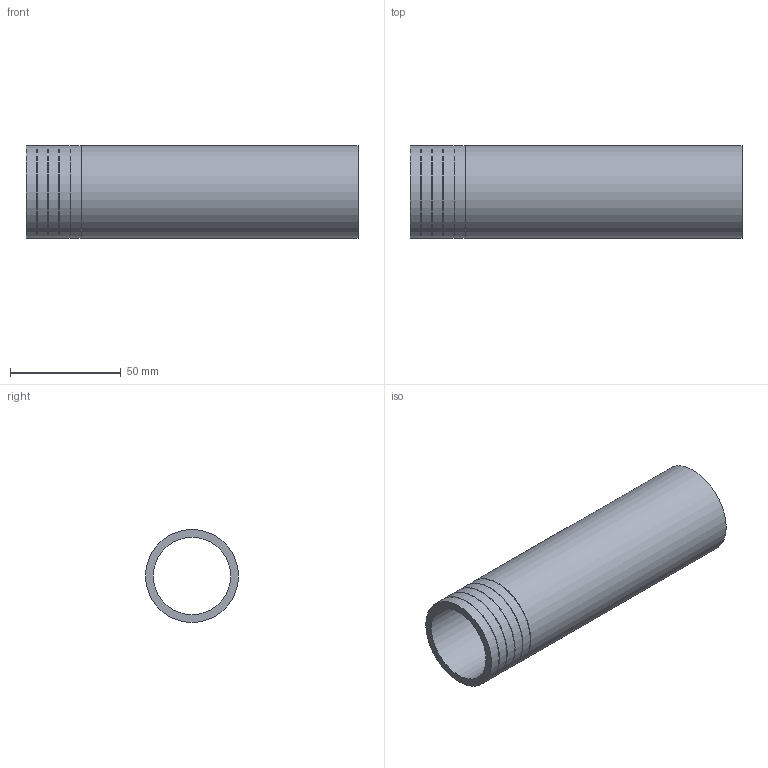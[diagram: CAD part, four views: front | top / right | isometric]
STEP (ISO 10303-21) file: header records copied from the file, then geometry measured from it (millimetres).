
FILE_DESCRIPTION( ( 'STEP AP203' ), '1' );
FILE_NAME( 'AIRflex-GRS-FOOD 0220.904.038.stp', '2020-03-06T12:58:31', ( '' ), ( '' ), ' ', 'PARTsolutions', ' ' );
FILE_SCHEMA( ( 'CONFIG_CONTROL_DESIGN' ) );
Length unit declared in the file: millimetre
Products named in the file (1): _AIRflex-GRS-FOOD 0220.904.038
Bounding box: 150 x 42 x 42 mm (x, y, z)
Volume: 63489.1 mm3; surface area: 37206.7 mm2
Topology: 1 solids, 1 shells, 14 faces, 26 edges, 14 vertices
Faces by surface type: cylinder 7, torus 5, plane 2
Full cylindrical faces by diameter (mm): 35 x1, 42 x6
Entity records: 332 total; most frequent: DIRECTION 58, CARTESIAN_POINT 43, AXIS2_PLACEMENT_3D 29, EDGE_LOOP 28, ORIENTED_EDGE 28, FACE_OUTER_BOUND 26, ADVANCED_FACE 14, EDGE_CURVE 14
